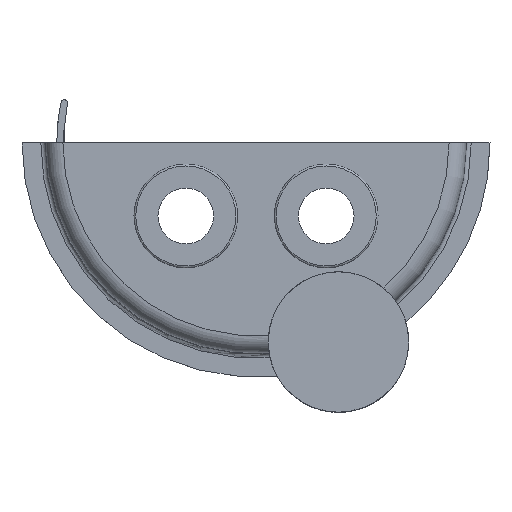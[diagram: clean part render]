
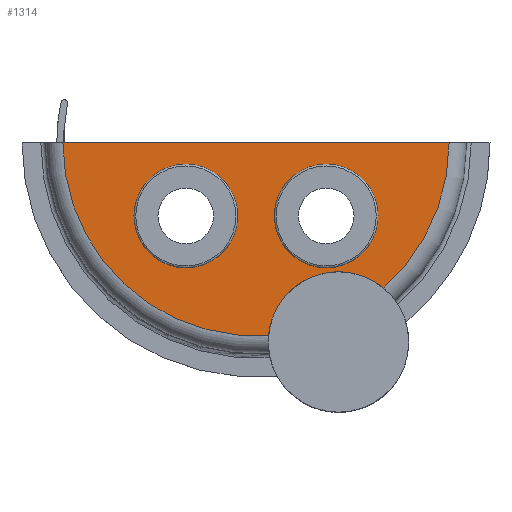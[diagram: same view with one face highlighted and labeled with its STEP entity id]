
A CAD part, top view. The second image highlights one B-rep face of the part: STEP entity #1314.
In plain terms, the highlighted planar face has unit normal (0, 0, 1).
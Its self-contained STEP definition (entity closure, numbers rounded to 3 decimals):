
#85=LINE('',#2262,#161);
#161=VECTOR('',#1773,10.);
#250=FACE_BOUND('',#423,.T.);
#251=FACE_BOUND('',#424,.T.);
#292=PLANE('',#1470);
#338=FACE_OUTER_BOUND('',#422,.T.);
#422=EDGE_LOOP('',(#1042,#1043,#1044,#1045));
#423=EDGE_LOOP('',(#1046));
#424=EDGE_LOOP('',(#1047));
#485=CIRCLE('',#1370,28.15);
#518=CIRCLE('',#1414,28.15);
#530=CIRCLE('',#1437,104.8);
#549=CIRCLE('',#1469,104.8);
#550=CIRCLE('',#1471,38.1);
#567=VERTEX_POINT('',#1920);
#614=VERTEX_POINT('',#2029);
#626=VERTEX_POINT('',#2140);
#629=VERTEX_POINT('',#2145);
#650=VERTEX_POINT('',#2245);
#651=VERTEX_POINT('',#2258);
#697=EDGE_CURVE('',#567,#567,#485,.T.);
#748=EDGE_CURVE('',#614,#614,#518,.T.);
#770=EDGE_CURVE('',#629,#626,#530,.T.);
#804=EDGE_CURVE('',#651,#650,#549,.T.);
#805=EDGE_CURVE('',#651,#626,#85,.T.);
#806=EDGE_CURVE('',#629,#650,#550,.T.);
#1042=ORIENTED_EDGE('',*,*,#805,.T.);
#1043=ORIENTED_EDGE('',*,*,#770,.F.);
#1044=ORIENTED_EDGE('',*,*,#806,.T.);
#1045=ORIENTED_EDGE('',*,*,#804,.F.);
#1046=ORIENTED_EDGE('',*,*,#697,.T.);
#1047=ORIENTED_EDGE('',*,*,#748,.T.);
#1314=ADVANCED_FACE('',(#338,#250,#251),#292,.T.);
#1370=AXIS2_PLACEMENT_3D('',#1922,#1536,#1537);
#1414=AXIS2_PLACEMENT_3D('',#2031,#1642,#1643);
#1437=AXIS2_PLACEMENT_3D('',#2158,#1693,#1694);
#1469=AXIS2_PLACEMENT_3D('',#2260,#1769,#1770);
#1470=AXIS2_PLACEMENT_3D('',#2261,#1771,#1772);
#1471=AXIS2_PLACEMENT_3D('',#2263,#1774,#1775);
#1536=DIRECTION('center_axis',(0.,0.,-1.));
#1537=DIRECTION('ref_axis',(-1.,0.,0.));
#1642=DIRECTION('center_axis',(0.,0.,-1.));
#1643=DIRECTION('ref_axis',(-1.,0.,0.));
#1693=DIRECTION('center_axis',(0.,0.,-1.));
#1694=DIRECTION('ref_axis',(1.,0.,0.));
#1769=DIRECTION('center_axis',(0.,0.,
-1.));
#1770=DIRECTION('ref_axis',(1.,0.,0.));
#1771=DIRECTION('center_axis',(0.,0.,1.));
#1772=DIRECTION('ref_axis',(1.,0.,0.));
#1773=DIRECTION('',(-1.,0.,0.));
#1774=DIRECTION('center_axis',(0.,0.,
-1.));
#1775=DIRECTION('ref_axis',(-1.,0.,0.));
#1920=CARTESIAN_POINT('',(66.25,-39.7,50.8));
#1922=CARTESIAN_POINT('Origin',(38.1,-39.7,50.8));
#2029=CARTESIAN_POINT('',(-9.95,-39.7,50.8));
#2031=CARTESIAN_POINT('Origin',(-38.1,-39.7,50.8));
#2140=CARTESIAN_POINT('',(-104.8,0.,50.8));
#2145=CARTESIAN_POINT('',(6.848,-104.576,50.8));
#2158=CARTESIAN_POINT('Origin',(0.,0.,50.8));
#2245=CARTESIAN_POINT('',(69.074,-78.815,50.8));
#2258=CARTESIAN_POINT('',(104.8,0.,50.8));
#2260=CARTESIAN_POINT('Origin',(0.,0.,
50.8));
#2261=CARTESIAN_POINT('Origin',(0.,0.,50.8));
#2262=CARTESIAN_POINT('',(0.,0.,50.8));
#2263=CARTESIAN_POINT('Origin',(44.778,-108.164,50.8));
